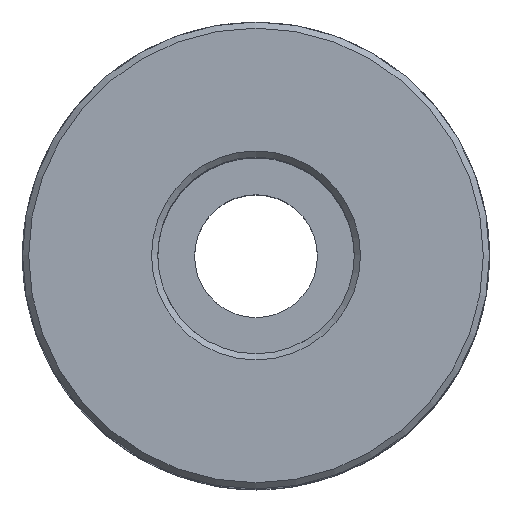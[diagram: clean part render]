
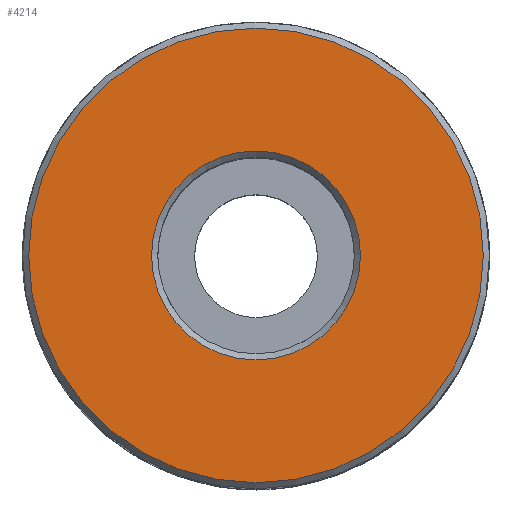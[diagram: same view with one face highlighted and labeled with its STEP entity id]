
A CAD part, top view. The second image highlights one B-rep face of the part: STEP entity #4214.
In plain terms, the highlighted planar face has unit normal (0, 0, 1).
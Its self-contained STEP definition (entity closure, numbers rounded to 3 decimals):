
#89=PLANE('',#4436);
#162=FACE_BOUND('',#625,.T.);
#181=CIRCLE('',#4435,4.25);
#182=CIRCLE('',#4437,9.25);
#389=FACE_OUTER_BOUND('',#624,.T.);
#624=EDGE_LOOP('',(#3683));
#625=EDGE_LOOP('',(#3684));
#1819=VERTEX_POINT('',#17717);
#1820=VERTEX_POINT('',#17721);
#2448=EDGE_CURVE('',#1819,#1819,#181,.T.);
#2450=EDGE_CURVE('',#1820,#1820,#182,.T.);
#3683=ORIENTED_EDGE('',*,*,#2450,.F.);
#3684=ORIENTED_EDGE('',*,*,#2448,.F.);
#4214=ADVANCED_FACE('',(#389,#162),#89,.T.);
#4435=AXIS2_PLACEMENT_3D('',#17718,#4936,#4937);
#4436=AXIS2_PLACEMENT_3D('',#17720,#4939,#4940);
#4437=AXIS2_PLACEMENT_3D('',#17722,#4941,#4942);
#4936=DIRECTION('center_axis',(0.,0.,1.));
#4937=DIRECTION('ref_axis',(0.,1.,0.));
#4939=DIRECTION('center_axis',(0.,0.,1.));
#4940=DIRECTION('ref_axis',(0.,1.,0.));
#4941=DIRECTION('center_axis',(0.,0.,-1.));
#4942=DIRECTION('ref_axis',(0.,1.,0.));
#17717=CARTESIAN_POINT('',(0.,-4.25,25.));
#17718=CARTESIAN_POINT('Origin',(0.,0.,25.));
#17720=CARTESIAN_POINT('Origin',(0.,0.,25.));
#17721=CARTESIAN_POINT('',(0.,-9.25,25.));
#17722=CARTESIAN_POINT('Origin',(0.,0.,25.));
